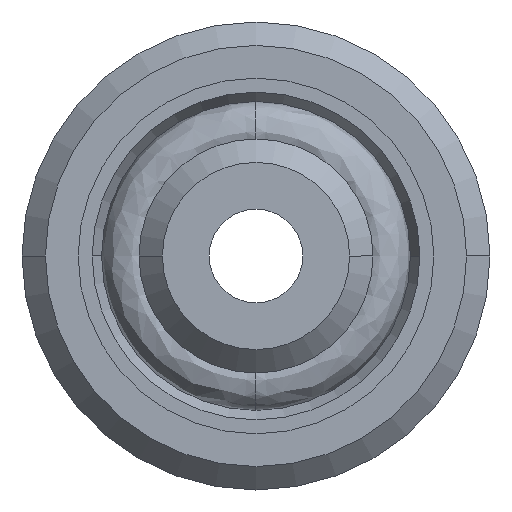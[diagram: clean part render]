
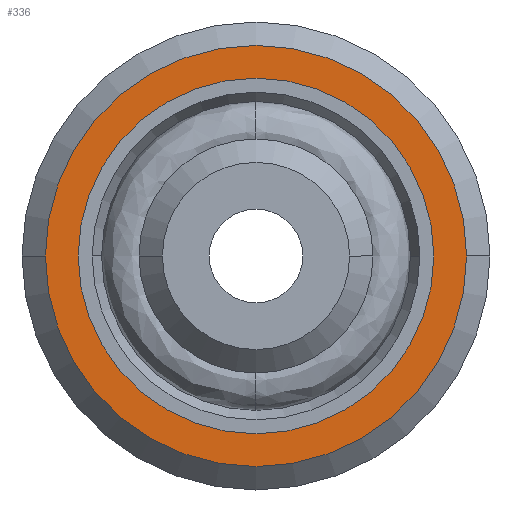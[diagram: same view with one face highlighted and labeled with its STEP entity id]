
A CAD part, front view. The second image highlights one B-rep face of the part: STEP entity #336.
In plain terms, the highlighted planar face has unit normal (0, -1, 0).
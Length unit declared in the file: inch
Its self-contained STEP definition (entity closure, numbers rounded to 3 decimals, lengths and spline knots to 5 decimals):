
#20 = DIRECTION ( 'NONE',  ( 0., 1., 0. ) ) ;
#26 = CARTESIAN_POINT ( 'NONE',  ( 0., 0.29528, 0. ) ) ;
#35 = ORIENTED_EDGE ( 'NONE', *, *, #1019, .F. ) ;
#122 = CARTESIAN_POINT ( 'NONE',  ( -0.14961, 0.29528, 0. ) ) ;
#123 = AXIS2_PLACEMENT_3D ( 'NONE', #1106, #316, #360 ) ;
#132 = DIRECTION ( 'NONE',  ( -1., 0., 0. ) ) ;
#136 = DIRECTION ( 'NONE',  ( 0., 1., 0. ) ) ;
#144 = CARTESIAN_POINT ( 'NONE',  ( 0., 0.29528, 0. ) ) ;
#165 = DIRECTION ( 'NONE',  ( -1., 0., 0. ) ) ;
#244 = CARTESIAN_POINT ( 'NONE',  ( 0.14961, 0.29528, 0. ) ) ;
#305 = CIRCLE ( 'NONE', #708, 0.14961 ) ;
#316 = DIRECTION ( 'NONE',  ( 0., -1., 0. ) ) ;
#336 = ADVANCED_FACE ( 'NONE', ( #1286, #519 ), #547, .T. ) ;
#360 = DIRECTION ( 'NONE',  ( 1., 0., 0. ) ) ;
#373 = CIRCLE ( 'NONE', #1037, 0.17717 ) ;
#409 = AXIS2_PLACEMENT_3D ( 'NONE', #898, #895, #783 ) ;
#507 = CIRCLE ( 'NONE', #1641, 0.14961 ) ;
#519 = FACE_OUTER_BOUND ( 'NONE', #612, .T. ) ;
#522 = VERTEX_POINT ( 'NONE', #1188 ) ;
#547 = PLANE ( 'NONE',  #123 ) ;
#612 = EDGE_LOOP ( 'NONE', ( #35, #1180 ) ) ;
#708 = AXIS2_PLACEMENT_3D ( 'NONE', #26, #20, #165 ) ;
#751 = EDGE_CURVE ( 'NONE', #1349, #522, #373, .T. ) ;
#783 = DIRECTION ( 'NONE',  ( -1., 0., 0. ) ) ;
#799 = VERTEX_POINT ( 'NONE', #122 ) ;
#820 = EDGE_LOOP ( 'NONE', ( #1351, #1125 ) ) ;
#841 = EDGE_CURVE ( 'NONE', #799, #1376, #507, .T. ) ;
#895 = DIRECTION ( 'NONE',  ( 0., 1., 0. ) ) ;
#898 = CARTESIAN_POINT ( 'NONE',  ( 0., 0.29528, 0. ) ) ;
#903 = CARTESIAN_POINT ( 'NONE',  ( 0.17717, 0.29528, 0. ) ) ;
#918 = EDGE_CURVE ( 'NONE', #1376, #799, #305, .T. ) ;
#1019 = EDGE_CURVE ( 'NONE', #522, #1349, #1069, .T. ) ;
#1037 = AXIS2_PLACEMENT_3D ( 'NONE', #144, #136, #132 ) ;
#1069 = CIRCLE ( 'NONE', #409, 0.17717 ) ;
#1106 = CARTESIAN_POINT ( 'NONE',  ( -0.16339, 0.29528, 0. ) ) ;
#1125 = ORIENTED_EDGE ( 'NONE', *, *, #918, .T. ) ;
#1180 = ORIENTED_EDGE ( 'NONE', *, *, #751, .F. ) ;
#1188 = CARTESIAN_POINT ( 'NONE',  ( -0.17717, 0.29528, 0. ) ) ;
#1286 = FACE_BOUND ( 'NONE', #820, .T. ) ;
#1349 = VERTEX_POINT ( 'NONE', #903 ) ;
#1351 = ORIENTED_EDGE ( 'NONE', *, *, #841, .T. ) ;
#1376 = VERTEX_POINT ( 'NONE', #244 ) ;
#1554 = DIRECTION ( 'NONE',  ( -1., 0., 0. ) ) ;
#1557 = DIRECTION ( 'NONE',  ( 0., 1., 0. ) ) ;
#1563 = CARTESIAN_POINT ( 'NONE',  ( 0., 0.29528, 0. ) ) ;
#1641 = AXIS2_PLACEMENT_3D ( 'NONE', #1563, #1557, #1554 ) ;
